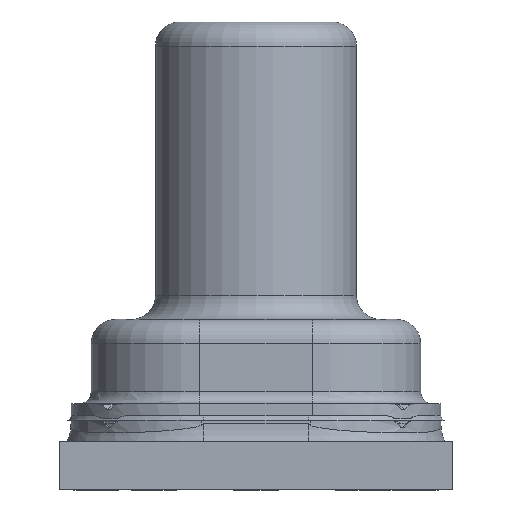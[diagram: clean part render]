
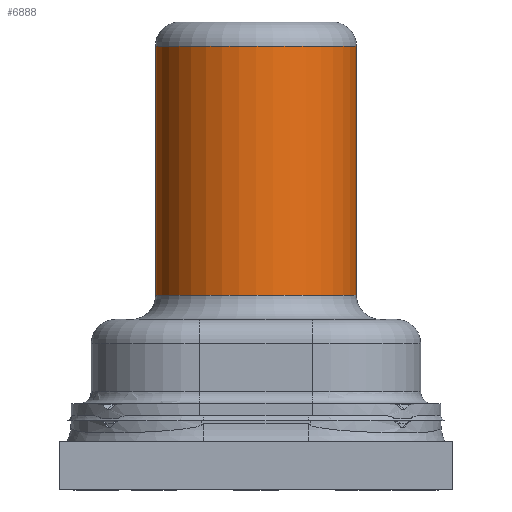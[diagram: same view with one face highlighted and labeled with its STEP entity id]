
A CAD part, left-side view. The second image highlights one B-rep face of the part: STEP entity #6888.
In plain terms, the highlighted cylindrical face has radius 1.25 mm (diameter 2.5 mm), a partial arc.
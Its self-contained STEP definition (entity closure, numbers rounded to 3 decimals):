
#1968=CARTESIAN_POINT('',(6.,5.6,2.42));
#1969=DIRECTION('',(0.,0.,1.));
#1970=DIRECTION('',(0.,1.,0.));
#1971=AXIS2_PLACEMENT_3D('',#1968,#1969,#1970);
#1973=DIRECTION('',(0.,0.,1.));
#1974=VECTOR('',#1973,3.1);
#1975=CARTESIAN_POINT('',(6.,6.85,2.42));
#1976=LINE('',#1975,#1974);
#1977=CARTESIAN_POINT('',(6.,5.6,5.52));
#1978=DIRECTION('',(0.,0.,1.));
#1979=DIRECTION('',(0.,1.,0.));
#1980=AXIS2_PLACEMENT_3D('',#1977,#1978,#1979);
#1982=DIRECTION('',(0.,0.,1.));
#1983=VECTOR('',#1982,3.1);
#1984=CARTESIAN_POINT('',(6.,4.35,2.42));
#1985=LINE('',#1984,#1983);
#3867=CARTESIAN_POINT('',(6.,6.85,5.52));
#3868=CARTESIAN_POINT('',(6.,4.35,5.52));
#3869=VERTEX_POINT('',#3867);
#3870=VERTEX_POINT('',#3868);
#3883=CARTESIAN_POINT('',(6.,4.35,2.42));
#3884=CARTESIAN_POINT('',(6.,6.85,2.42));
#3885=VERTEX_POINT('',#3883);
#3886=VERTEX_POINT('',#3884);
#6874=CARTESIAN_POINT('',(6.,5.6,0.675));
#6875=DIRECTION('',(0.,0.,1.));
#6876=DIRECTION('',(0.,-1.,0.));
#6877=AXIS2_PLACEMENT_3D('',#6874,#6875,#6876);
#6878=CYLINDRICAL_SURFACE('',#6877,1.25);
#6879=ORIENTED_EDGE('',*,*,#6868,.F.);
#6881=ORIENTED_EDGE('',*,*,#6880,.T.);
#6883=ORIENTED_EDGE('',*,*,#6882,.T.);
#6885=ORIENTED_EDGE('',*,*,#6884,.F.);
#6886=EDGE_LOOP('',(#6879,#6881,#6883,#6885));
#6887=FACE_OUTER_BOUND('',#6886,.F.);
#6888=ADVANCED_FACE('',(#6887),#6878,.T.);
#1972=CIRCLE('',#1971,1.25);
#1981=CIRCLE('',#1980,1.25);
#6868=EDGE_CURVE('',#3886,#3885,#1972,.T.);
#6880=EDGE_CURVE('',#3886,#3869,#1976,.T.);
#6882=EDGE_CURVE('',#3869,#3870,#1981,.T.);
#6884=EDGE_CURVE('',#3885,#3870,#1985,.T.);
